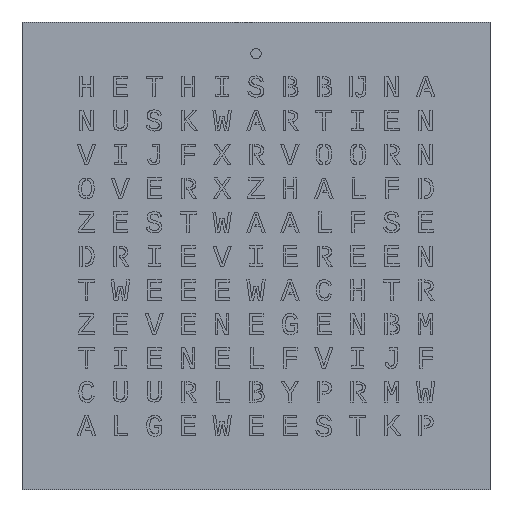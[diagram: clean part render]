
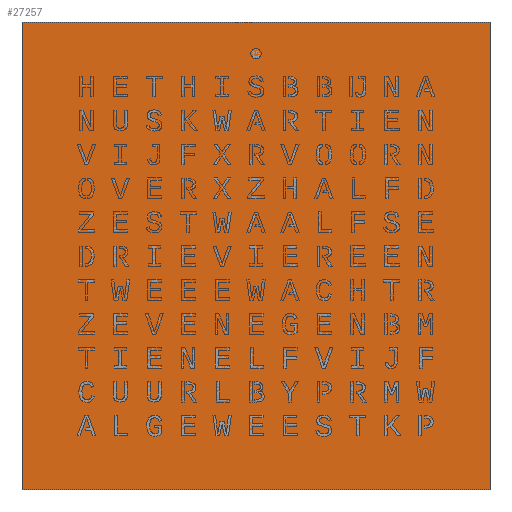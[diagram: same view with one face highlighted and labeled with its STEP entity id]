
A CAD part, top view. The second image highlights one B-rep face of the part: STEP entity #27257.
In plain terms, the highlighted planar face has unit normal (0, 0, 1).
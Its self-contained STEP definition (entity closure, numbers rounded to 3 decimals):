
#27257 = ADVANCED_FACE('',(#27258),#27272,.T.);
#27258 = FACE_BOUND('',#27259,.T.);
#27259 = EDGE_LOOP('',(#27260,#27283,#27299,#27315));
#27260 = ORIENTED_EDGE('',*,*,#27261,.T.);
#27261 = EDGE_CURVE('',#27262,#27264,#27266,.T.);
#27262 = VERTEX_POINT('',#27263);
#27263 = CARTESIAN_POINT('',(0.,0.,0.));
#27264 = VERTEX_POINT('',#27265);
#27265 = CARTESIAN_POINT('',(230.,0.,0.));
#27266 = SURFACE_CURVE('',#27267,(#27271),.PCURVE_S1.);
#27267 = LINE('',#27268,#27269);
#27268 = CARTESIAN_POINT('',(0.,0.,0.));
#27269 = VECTOR('',#27270,1.);
#27270 = DIRECTION('',(1.,0.,0.));
#27271 = PCURVE('',#27272,#27277);
#27272 = PLANE('',#27273);
#27273 = AXIS2_PLACEMENT_3D('',#27274,#27275,#27276);
#27274 = CARTESIAN_POINT('',(115.,115.,0.));
#27275 = DIRECTION('',(0.,0.,1.));
#27276 = DIRECTION('',(1.,0.,-0.));
#27277 = DEFINITIONAL_REPRESENTATION('',(#27278),#27282);
#27278 = LINE('',#27279,#27280);
#27279 = CARTESIAN_POINT('',(-115.,-115.));
#27280 = VECTOR('',#27281,1.);
#27281 = DIRECTION('',(1.,0.));
#27282 = ( GEOMETRIC_REPRESENTATION_CONTEXT(2) 
PARAMETRIC_REPRESENTATION_CONTEXT() REPRESENTATION_CONTEXT('2D SPACE',''
  ) );
#27283 = ORIENTED_EDGE('',*,*,#27284,.T.);
#27284 = EDGE_CURVE('',#27264,#27285,#27287,.T.);
#27285 = VERTEX_POINT('',#27286);
#27286 = CARTESIAN_POINT('',(230.,230.,0.));
#27287 = SURFACE_CURVE('',#27288,(#27292),.PCURVE_S1.);
#27288 = LINE('',#27289,#27290);
#27289 = CARTESIAN_POINT('',(230.,0.,0.));
#27290 = VECTOR('',#27291,1.);
#27291 = DIRECTION('',(0.,1.,0.));
#27292 = PCURVE('',#27272,#27293);
#27293 = DEFINITIONAL_REPRESENTATION('',(#27294),#27298);
#27294 = LINE('',#27295,#27296);
#27295 = CARTESIAN_POINT('',(115.,-115.));
#27296 = VECTOR('',#27297,1.);
#27297 = DIRECTION('',(0.,1.));
#27298 = ( GEOMETRIC_REPRESENTATION_CONTEXT(2) 
PARAMETRIC_REPRESENTATION_CONTEXT() REPRESENTATION_CONTEXT('2D SPACE',''
  ) );
#27299 = ORIENTED_EDGE('',*,*,#27300,.T.);
#27300 = EDGE_CURVE('',#27285,#27301,#27303,.T.);
#27301 = VERTEX_POINT('',#27302);
#27302 = CARTESIAN_POINT('',(0.,230.,0.));
#27303 = SURFACE_CURVE('',#27304,(#27308),.PCURVE_S1.);
#27304 = LINE('',#27305,#27306);
#27305 = CARTESIAN_POINT('',(230.,230.,0.));
#27306 = VECTOR('',#27307,1.);
#27307 = DIRECTION('',(-1.,0.,0.));
#27308 = PCURVE('',#27272,#27309);
#27309 = DEFINITIONAL_REPRESENTATION('',(#27310),#27314);
#27310 = LINE('',#27311,#27312);
#27311 = CARTESIAN_POINT('',(115.,115.));
#27312 = VECTOR('',#27313,1.);
#27313 = DIRECTION('',(-1.,0.));
#27314 = ( GEOMETRIC_REPRESENTATION_CONTEXT(2) 
PARAMETRIC_REPRESENTATION_CONTEXT() REPRESENTATION_CONTEXT('2D SPACE',''
  ) );
#27315 = ORIENTED_EDGE('',*,*,#27316,.T.);
#27316 = EDGE_CURVE('',#27301,#27262,#27317,.T.);
#27317 = SURFACE_CURVE('',#27318,(#27322),.PCURVE_S1.);
#27318 = LINE('',#27319,#27320);
#27319 = CARTESIAN_POINT('',(0.,230.,0.));
#27320 = VECTOR('',#27321,1.);
#27321 = DIRECTION('',(0.,-1.,0.));
#27322 = PCURVE('',#27272,#27323);
#27323 = DEFINITIONAL_REPRESENTATION('',(#27324),#27328);
#27324 = LINE('',#27325,#27326);
#27325 = CARTESIAN_POINT('',(-115.,115.));
#27326 = VECTOR('',#27327,1.);
#27327 = DIRECTION('',(0.,-1.));
#27328 = ( GEOMETRIC_REPRESENTATION_CONTEXT(2) 
PARAMETRIC_REPRESENTATION_CONTEXT() REPRESENTATION_CONTEXT('2D SPACE',''
  ) );
